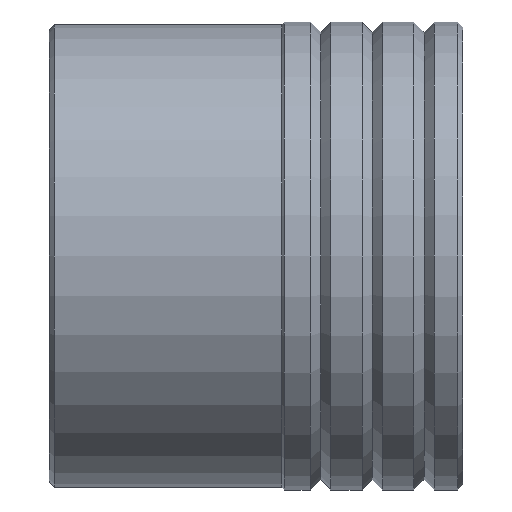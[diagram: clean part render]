
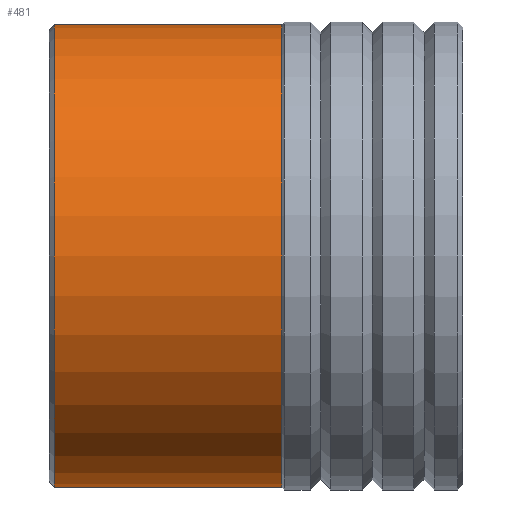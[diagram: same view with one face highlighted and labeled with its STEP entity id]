
A CAD part, left-side view. The second image highlights one B-rep face of the part: STEP entity #481.
In plain terms, the highlighted cylindrical face has radius 8.95 mm (diameter 17.9 mm), a partial arc.
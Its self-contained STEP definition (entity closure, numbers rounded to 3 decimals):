
#116 = CARTESIAN_POINT ( 'NONE',  ( 0., -0.2, 8.95 ) ) ;
#255 = DIRECTION ( 'NONE',  ( 0., 0., -1. ) ) ;
#256 = DIRECTION ( 'NONE',  ( 0., -1., 0. ) ) ;
#257 = CARTESIAN_POINT ( 'NONE',  ( 0., -0.2, 0. ) ) ;
#264 = AXIS2_PLACEMENT_3D ( 'NONE', #257, #256, #255 ) ;
#265 = CIRCLE ( 'NONE', #264, 8.95 ) ;
#273 = CARTESIAN_POINT ( 'NONE',  ( 0., -0.2, -8.95 ) ) ;
#448 = EDGE_CURVE ( 'NONE', #632, #529, #1024, .T. ) ;
#460 = ORIENTED_EDGE ( 'NONE', *, *, #631, .T. ) ;
#465 = ORIENTED_EDGE ( 'NONE', *, *, #448, .T. ) ;
#474 = EDGE_LOOP ( 'NONE', ( #483, #465, #460, #480 ) ) ;
#480 = ORIENTED_EDGE ( 'NONE', *, *, #845, .T. ) ;
#481 = ADVANCED_FACE ( 'NONE', ( #925 ), #965, .T. ) ;
#483 = ORIENTED_EDGE ( 'NONE', *, *, #630, .F. ) ;
#529 = VERTEX_POINT ( 'NONE', #808 ) ;
#630 = EDGE_CURVE ( 'NONE', #632, #774, #1062, .T. ) ;
#631 = EDGE_CURVE ( 'NONE', #529, #669, #1058, .T. ) ;
#632 = VERTEX_POINT ( 'NONE', #1057 ) ;
#669 = VERTEX_POINT ( 'NONE', #116 ) ;
#774 = VERTEX_POINT ( 'NONE', #273 ) ;
#808 = CARTESIAN_POINT ( 'NONE',  ( 0., -9., 8.95 ) ) ;
#845 = EDGE_CURVE ( 'NONE', #669, #774, #265, .T. ) ;
#913 = AXIS2_PLACEMENT_3D ( 'NONE', #961, #960, #959 ) ;
#925 = FACE_OUTER_BOUND ( 'NONE', #474, .T. ) ;
#959 = DIRECTION ( 'NONE',  ( 0., 0., 1. ) ) ;
#960 = DIRECTION ( 'NONE',  ( 0., 1., 0. ) ) ;
#961 = CARTESIAN_POINT ( 'NONE',  ( 0., 2.001, 0. ) ) ;
#965 = CYLINDRICAL_SURFACE ( 'NONE', #913, 8.95 ) ;
#1009 = DIRECTION ( 'NONE',  ( 0., 0., 1. ) ) ;
#1010 = DIRECTION ( 'NONE',  ( 0., 1., 0. ) ) ;
#1011 = CARTESIAN_POINT ( 'NONE',  ( 0., -9., 0. ) ) ;
#1012 = AXIS2_PLACEMENT_3D ( 'NONE', #1011, #1010, #1009 ) ;
#1024 = CIRCLE ( 'NONE', #1012, 8.95 ) ;
#1053 = DIRECTION ( 'NONE',  ( 0., 1., 0. ) ) ;
#1054 = VECTOR ( 'NONE', #1053, 1000. ) ;
#1055 = CARTESIAN_POINT ( 'NONE',  ( 0., 2.001, 8.95 ) ) ;
#1057 = CARTESIAN_POINT ( 'NONE',  ( 0., -9., -8.95 ) ) ;
#1058 = LINE ( 'NONE', #1055, #1054 ) ;
#1059 = DIRECTION ( 'NONE',  ( 0., 1., 0. ) ) ;
#1060 = VECTOR ( 'NONE', #1059, 1000. ) ;
#1061 = CARTESIAN_POINT ( 'NONE',  ( 0., 2.001, -8.95 ) ) ;
#1062 = LINE ( 'NONE', #1061, #1060 ) ;
